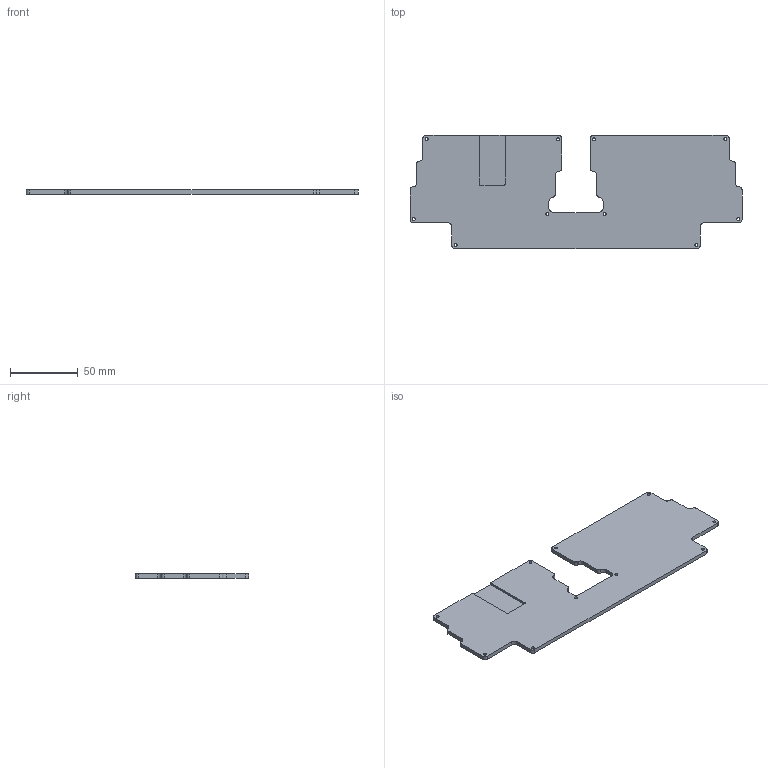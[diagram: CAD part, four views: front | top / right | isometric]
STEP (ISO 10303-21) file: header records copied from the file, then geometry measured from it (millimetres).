
FILE_DESCRIPTION(('HOOPS Exchange Step'),'2;1');
FILE_NAME('temp_export','2024-01-01T23:25:01+19:00',('jscotto'),('Shapr3D Limited'),'HOOPS Exchange 2023.2','Shapr3D','Authorized');
FILE_SCHEMA( ('AUTOMOTIVE_DESIGN { 1 0 10303 214 1 1 1 1 }') );
Length unit declared in the file: millimetre
Products named in the file (1): Integrated Bottom (ATmega32U4 Pro Micro)
Bounding box: 245.62 x 83.7 x 3 mm (x, y, z)
Volume: 50428.6 mm3; surface area: 37037.2 mm2
Topology: 1 solids, 1 shells, 77 faces, 245 edges, 170 vertices
Faces by surface type: cylinder 40, plane 27, cone 10
Full cylindrical faces by diameter (mm): 2.2 x10
Entity records: 2863 total; most frequent: DIRECTION 521, CARTESIAN_POINT 493, ORIENTED_EDGE 490, EDGE_CURVE 245, AXIS2_PLACEMENT_3D 198, VERTEX_POINT 170, VECTOR 125, LINE 125
